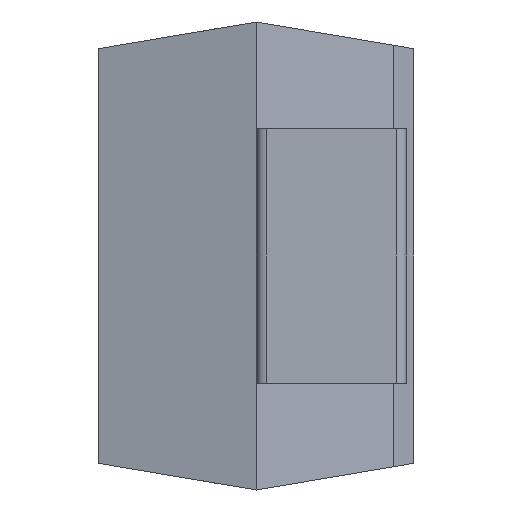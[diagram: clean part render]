
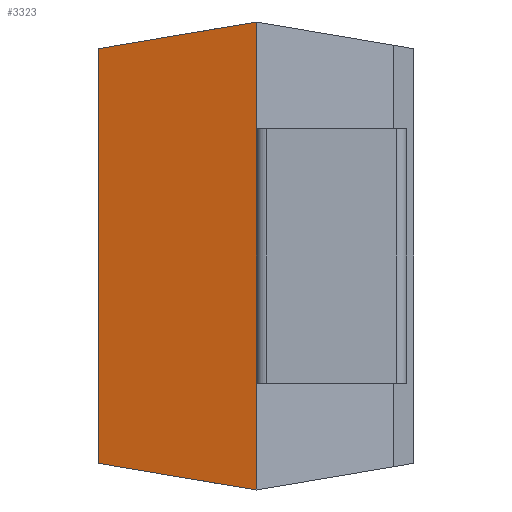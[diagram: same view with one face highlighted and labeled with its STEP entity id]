
A CAD part, left-side view. The second image highlights one B-rep face of the part: STEP entity #3323.
In plain terms, the highlighted planar face has unit normal (-0.974, 0.229, 0).
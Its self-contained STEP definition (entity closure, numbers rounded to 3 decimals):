
#73 = VECTOR ( 'NONE', #3158, 1000. ) ;
#217 = ORIENTED_EDGE ( 'NONE', *, *, #483, .T. ) ;
#303 = CARTESIAN_POINT ( 'NONE',  ( 0., 1.55, -4.6 ) ) ;
#310 = CARTESIAN_POINT ( 'NONE',  ( 0.364, 3.1, -0.263 ) ) ;
#361 = PLANE ( 'NONE',  #1718 ) ;
#483 = EDGE_CURVE ( 'NONE', #1815, #1692, #3675, .T. ) ;
#718 = CARTESIAN_POINT ( 'NONE',  ( -0.336, 0.12, -4.842 ) ) ;
#731 = DIRECTION ( 'NONE',  ( 0., 0., 1. ) ) ;
#778 = ORIENTED_EDGE ( 'NONE', *, *, #2944, .T. ) ;
#975 = EDGE_CURVE ( 'NONE', #2374, #3257, #1672, .T. ) ;
#1240 = CARTESIAN_POINT ( 'NONE',  ( 0., 1.55, 0. ) ) ;
#1341 = CARTESIAN_POINT ( 'NONE',  ( 0., 1.55, -1.05 ) ) ;
#1376 = FACE_OUTER_BOUND ( 'NONE', #3092, .T. ) ;
#1390 = EDGE_CURVE ( 'NONE', #2021, #2356, #1728, .T. ) ;
#1545 = ORIENTED_EDGE ( 'NONE', *, *, #1763, .F. ) ;
#1569 = CARTESIAN_POINT ( 'NONE',  ( -0.345, 0.081, -4.6 ) ) ;
#1672 = LINE ( 'NONE', #3665, #3568 ) ;
#1692 = VERTEX_POINT ( 'NONE', #1240 ) ;
#1718 = AXIS2_PLACEMENT_3D ( 'NONE', #1569, #1840, #3087 ) ;
#1728 = LINE ( 'NONE', #303, #3349 ) ;
#1763 = EDGE_CURVE ( 'NONE', #3257, #1692, #1771, .T. ) ;
#1771 = LINE ( 'NONE', #3760, #73 ) ;
#1815 = VERTEX_POINT ( 'NONE', #1341 ) ;
#1839 = DIRECTION ( 'NONE',  ( 0., 0., 1. ) ) ;
#1840 = DIRECTION ( 'NONE',  ( -0.974, 0.229, 0. ) ) ;
#1946 = DIRECTION ( 'NONE',  ( 0., 0., 1. ) ) ;
#1974 = VECTOR ( 'NONE', #1946, 1000. ) ;
#2016 = LINE ( 'NONE', #2569, #1974 ) ;
#2021 = VERTEX_POINT ( 'NONE', #3256 ) ;
#2174 = CARTESIAN_POINT ( 'NONE',  ( 0., 1.55, -4.6 ) ) ;
#2356 = VERTEX_POINT ( 'NONE', #3422 ) ;
#2374 = VERTEX_POINT ( 'NONE', #3140 ) ;
#2435 = VECTOR ( 'NONE', #1839, 1000. ) ;
#2569 = CARTESIAN_POINT ( 'NONE',  ( 0., 1.55, -4.6 ) ) ;
#2617 = VECTOR ( 'NONE', #3738, 1000. ) ;
#2737 = DIRECTION ( 'NONE',  ( 0., 0., 1. ) ) ;
#2923 = LINE ( 'NONE', #718, #2617 ) ;
#2944 = EDGE_CURVE ( 'NONE', #2356, #1815, #2016, .T. ) ;
#3087 = DIRECTION ( 'NONE',  ( -0.229, -0.974, 0. ) ) ;
#3092 = EDGE_LOOP ( 'NONE', ( #3598, #3800, #3157, #778, #217, #1545 ) ) ;
#3140 = CARTESIAN_POINT ( 'NONE',  ( 0.364, 3.1, -4.337 ) ) ;
#3157 = ORIENTED_EDGE ( 'NONE', *, *, #1390, .T. ) ;
#3158 = DIRECTION ( 'NONE',  ( -0.226, -0.961, 0.163 ) ) ;
#3256 = CARTESIAN_POINT ( 'NONE',  ( 0., 1.55, -4.6 ) ) ;
#3257 = VERTEX_POINT ( 'NONE', #310 ) ;
#3323 = ADVANCED_FACE ( 'NONE', ( #1376 ), #361, .T. ) ;
#3349 = VECTOR ( 'NONE', #2737, 1000. ) ;
#3409 = EDGE_CURVE ( 'NONE', #2374, #2021, #2923, .T. ) ;
#3422 = CARTESIAN_POINT ( 'NONE',  ( 0., 1.55, -3.55 ) ) ;
#3568 = VECTOR ( 'NONE', #731, 1000. ) ;
#3598 = ORIENTED_EDGE ( 'NONE', *, *, #975, .F. ) ;
#3665 = CARTESIAN_POINT ( 'NONE',  ( 0.364, 3.1, -4.6 ) ) ;
#3675 = LINE ( 'NONE', #2174, #2435 ) ;
#3738 = DIRECTION ( 'NONE',  ( -0.226, -0.961, -0.163 ) ) ;
#3760 = CARTESIAN_POINT ( 'NONE',  ( -0.167, 0.839, 0.12 ) ) ;
#3800 = ORIENTED_EDGE ( 'NONE', *, *, #3409, .T. ) ;
